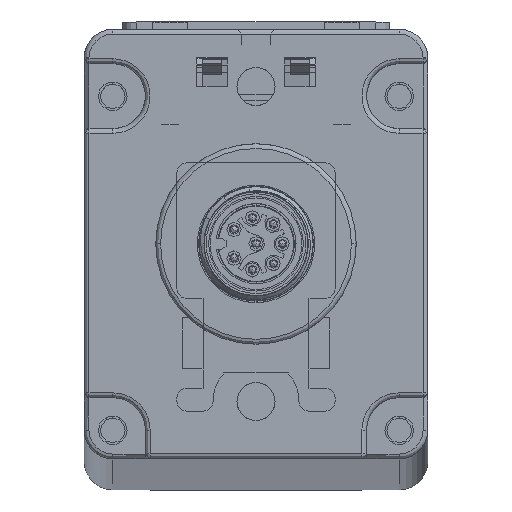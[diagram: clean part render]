
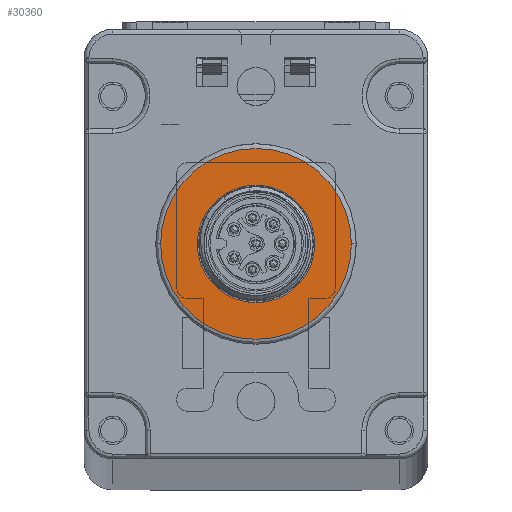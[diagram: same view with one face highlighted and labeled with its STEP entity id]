
A CAD part, top view. The second image highlights one B-rep face of the part: STEP entity #30360.
In plain terms, the highlighted planar face has unit normal (0, 0, 1).
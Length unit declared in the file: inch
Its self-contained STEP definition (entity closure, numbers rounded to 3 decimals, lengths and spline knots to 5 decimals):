
#11132=CARTESIAN_POINT('',(0.,0.88583,0.15748));
#11133=DIRECTION('',(0.,0.,1.));
#11134=DIRECTION('',(1.,0.,0.));
#11135=AXIS2_PLACEMENT_3D('',#11132,#11133,#11134);
#11147=CARTESIAN_POINT('',(0.,0.88583,0.15748));
#11148=DIRECTION('',(0.,0.,1.));
#11149=DIRECTION('',(1.,0.,0.));
#11150=AXIS2_PLACEMENT_3D('',#11147,#11148,#11149);
#11152=CARTESIAN_POINT('',(0.,0.88583,0.15748));
#11153=DIRECTION('',(0.,0.,1.));
#11154=DIRECTION('',(-1.,0.,0.));
#11155=AXIS2_PLACEMENT_3D('',#11152,#11153,#11154);
#11157=CARTESIAN_POINT('',(0.,0.88583,0.15748));
#11158=DIRECTION('',(0.,0.,1.));
#11159=DIRECTION('',(-1.,0.,0.));
#11160=AXIS2_PLACEMENT_3D('',#11157,#11158,#11159);
#14183=CARTESIAN_POINT('',(0.24213,0.88583,
0.15748));
#14184=CARTESIAN_POINT('',(-0.24213,0.88583,
0.15748));
#14185=VERTEX_POINT('',#14183);
#14186=VERTEX_POINT('',#14184);
#14483=CARTESIAN_POINT('',(0.3937,0.88583,
0.15748));
#14484=CARTESIAN_POINT('',(-0.3937,0.88583,
0.15748));
#14485=VERTEX_POINT('',#14483);
#14486=VERTEX_POINT('',#14484);
#30344=CARTESIAN_POINT('',(0.,0.,0.15748));
#30345=DIRECTION('',(0.,0.,1.));
#30346=DIRECTION('',(1.,0.,0.));
#30347=AXIS2_PLACEMENT_3D('',#30344,#30345,#30346);
#30348=PLANE('',#30347);
#30349=ORIENTED_EDGE('',*,*,#30334,.F.);
#30351=ORIENTED_EDGE('',*,*,#30350,.F.);
#30352=EDGE_LOOP('',(#30349,#30351));
#30353=FACE_OUTER_BOUND('',#30352,.F.);
#30355=ORIENTED_EDGE('',*,*,#30354,.T.);
#30357=ORIENTED_EDGE('',*,*,#30356,.T.);
#30358=EDGE_LOOP('',(#30355,#30357));
#30359=FACE_BOUND('',#30358,.F.);
#30360=ADVANCED_FACE('',(#30353,#30359),#30348,.T.);
#11136=CIRCLE('',#11135,0.3937);
#11151=CIRCLE('',#11150,0.24213);
#11156=CIRCLE('',#11155,0.24213);
#11161=CIRCLE('',#11160,0.3937);
#30334=EDGE_CURVE('',#14485,#14486,#11136,.T.);
#30350=EDGE_CURVE('',#14486,#14485,#11161,.T.);
#30354=EDGE_CURVE('',#14185,#14186,#11151,.T.);
#30356=EDGE_CURVE('',#14186,#14185,#11156,.T.);
